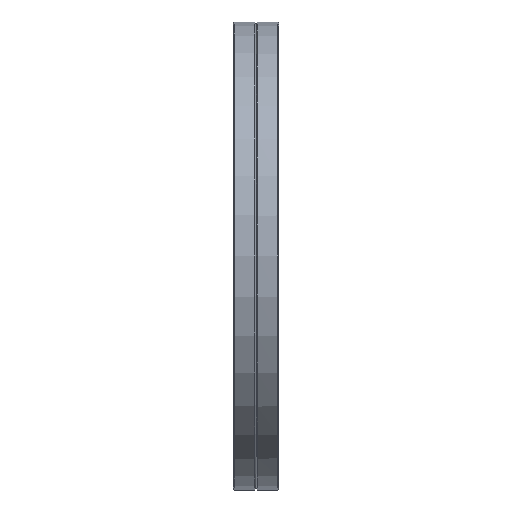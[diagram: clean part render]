
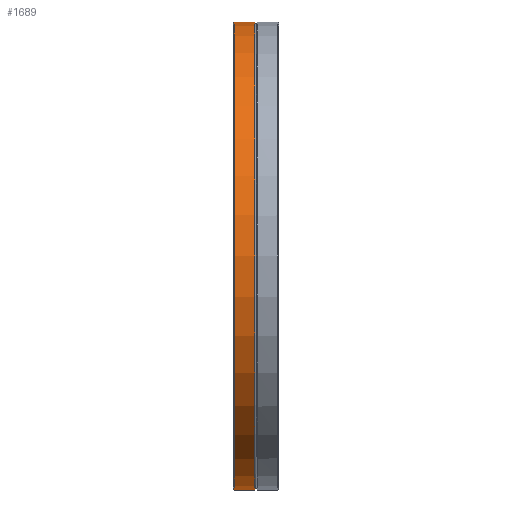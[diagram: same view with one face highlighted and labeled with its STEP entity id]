
A CAD part, front view. The second image highlights one B-rep face of the part: STEP entity #1689.
In plain terms, the highlighted cylindrical face has radius 126.6 mm (diameter 253.2 mm), a full revolution.
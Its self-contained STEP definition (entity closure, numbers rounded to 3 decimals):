
#131 = ORIENTED_EDGE ( 'NONE', *, *, #1679, .T. ) ;
#183 = VERTEX_POINT ( 'NONE', #2199 ) ;
#377 = DIRECTION ( 'NONE',  ( -1., 0., 0. ) ) ;
#780 = EDGE_LOOP ( 'NONE', ( #131 ) ) ;
#878 = DIRECTION ( 'NONE',  ( -1., 0., 0. ) ) ;
#983 = VERTEX_POINT ( 'NONE', #2458 ) ;
#1058 = DIRECTION ( 'NONE',  ( 0., 0., 1. ) ) ;
#1068 = DIRECTION ( 'NONE',  ( 0., 0., 1. ) ) ;
#1113 = FACE_OUTER_BOUND ( 'NONE', #780, .T. ) ;
#1184 = EDGE_CURVE ( 'NONE', #983, #983, #2254, .T. ) ;
#1185 = ORIENTED_EDGE ( 'NONE', *, *, #1184, .F. ) ;
#1336 = DIRECTION ( 'NONE',  ( -1., 0., 0. ) ) ;
#1508 = CIRCLE ( 'NONE', #1586, 126.6 ) ;
#1511 = CARTESIAN_POINT ( 'NONE',  ( 0.541, 0., 0. ) ) ;
#1556 = CARTESIAN_POINT ( 'NONE',  ( 0., 0., 0. ) ) ;
#1586 = AXIS2_PLACEMENT_3D ( 'NONE', #2476, #878, #1058 ) ;
#1679 = EDGE_CURVE ( 'NONE', #183, #183, #1508, .T. ) ;
#1689 = ADVANCED_FACE ( 'NONE', ( #1113, #2846 ), #2777, .T. ) ;
#2199 = CARTESIAN_POINT ( 'NONE',  ( 11.55, 0., 126.6 ) ) ;
#2254 = CIRCLE ( 'NONE', #2399, 126.6 ) ;
#2281 = AXIS2_PLACEMENT_3D ( 'NONE', #1556, #1336, #2487 ) ;
#2399 = AXIS2_PLACEMENT_3D ( 'NONE', #1511, #377, #1068 ) ;
#2458 = CARTESIAN_POINT ( 'NONE',  ( 0.541, 0., 126.6 ) ) ;
#2476 = CARTESIAN_POINT ( 'NONE',  ( 11.55, 0., 0. ) ) ;
#2487 = DIRECTION ( 'NONE',  ( 0., 0., 1. ) ) ;
#2720 = EDGE_LOOP ( 'NONE', ( #1185 ) ) ;
#2777 = CYLINDRICAL_SURFACE ( 'NONE', #2281, 126.6 ) ;
#2846 = FACE_OUTER_BOUND ( 'NONE', #2720, .T. ) ;
